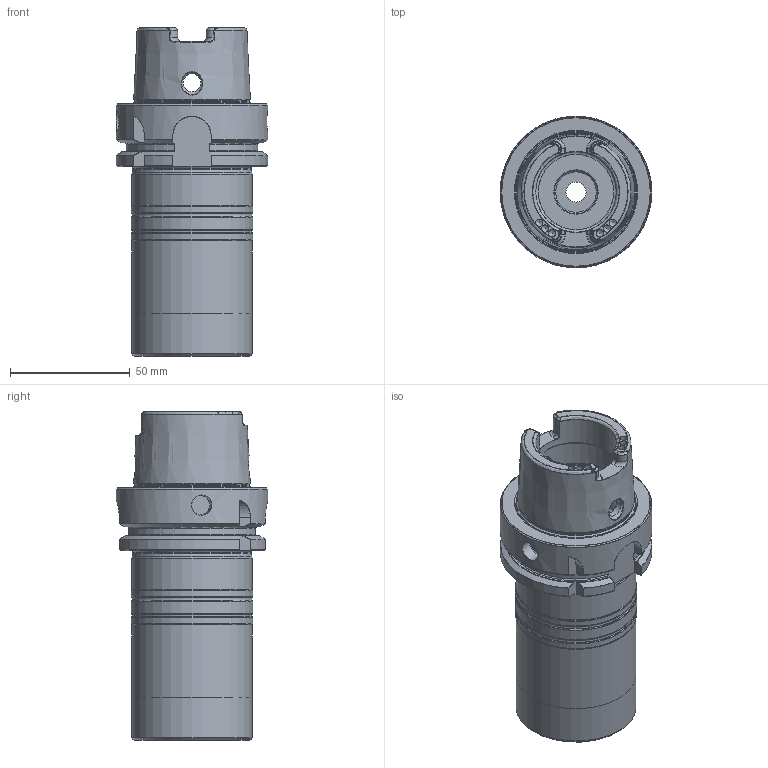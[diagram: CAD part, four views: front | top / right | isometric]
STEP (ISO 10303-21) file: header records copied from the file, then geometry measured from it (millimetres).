
FILE_DESCRIPTION(/* description */ (''),/* implementation_level */ '2;1');
FILE_NAME(/* name */ '456314060.stp',/* time_stamp */ '2021-01-08T12:41:35',/* author */ ('LRA'),/* organization */ ('REGO-FIX'),/* preprocessor_version */ ' Unknown',/* originating_system */ 'SIEMENS PLM Software Solid Edge ST10',/* authorization */ 'Unknown');
FILE_SCHEMA (('AUTOMOTIVE_DESIGN { 1 0 10303 214 2 1 1}'));
Length unit declared in the file: millimetre
Products named in the file (1): NOCUT
Bounding box: 63.3 x 63.3 x 137.2 mm (x, y, z)
Volume: 365537.4 mm3; surface area: 83887.9 mm2
Topology: 2 solids, 2 shells, 306 faces, 799 edges, 503 vertices
Faces by surface type: cylinder 91, plane 84, cone 83, torus 48
Full cylindrical faces by diameter (mm): 3 x12, 7.5 x4, 8.4 x2, 8.5 x2, 10 x2, 10.106 x2, 13 x2, 16.917 x2, 20 x2, 30.5 x2, 33.7 x2, 34 x2, 40 x2, 48.129 x1, 48.43 x1, 49.3 x2, 50 x3, 50.3 x2, 50.5 x3, 50.8 x3, 63 x1, 63.3 x1
Entity records: 10869 total; most frequent: CARTESIAN_POINT 2210, DIRECTION 1328, ORIENTED_EDGE 1202, EDGE_CURVE 601, AXIS2_PLACEMENT_3D 578, FACE_BOUND 472, EDGE_LOOP 460, VERTEX_POINT 455
